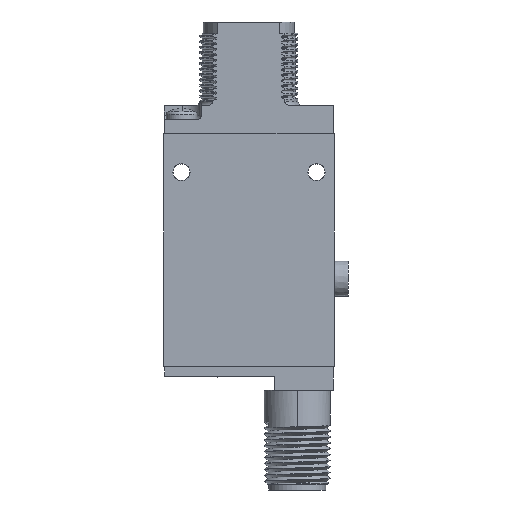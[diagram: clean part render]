
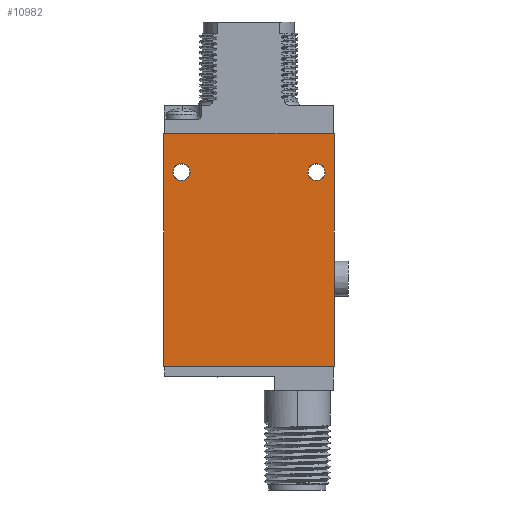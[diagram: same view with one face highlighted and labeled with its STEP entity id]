
A CAD part, left-side view. The second image highlights one B-rep face of the part: STEP entity #10982.
In plain terms, the highlighted planar face has unit normal (-1, 0, 0).
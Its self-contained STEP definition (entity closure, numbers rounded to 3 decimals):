
#1=DIRECTION('',(0.,-1.,0.));
#2=VECTOR('',#1,0.127);
#3=CARTESIAN_POINT('',(-6.02,-15.24,0.));
#4=LINE('',#3,#2);
#5=DIRECTION('',(0.,0.,-1.));
#6=VECTOR('',#5,42.164);
#7=CARTESIAN_POINT('',(-6.02,-15.367,0.));
#8=LINE('',#7,#6);
#9=DIRECTION('',(0.,1.,0.));
#10=VECTOR('',#9,30.785);
#11=CARTESIAN_POINT('',(-6.02,-15.367,-42.164));
#12=LINE('',#11,#10);
#13=DIRECTION('',(0.,0.,1.));
#14=VECTOR('',#13,42.164);
#15=CARTESIAN_POINT('',(-6.02,15.418,-42.164));
#16=LINE('',#15,#14);
#17=DIRECTION('',(0.,-1.,0.));
#18=VECTOR('',#17,0.076);
#19=CARTESIAN_POINT('',(-6.02,15.418,0.));
#20=LINE('',#19,#18);
#21=DIRECTION('',(0.,1.,0.));
#22=VECTOR('',#21,30.582);
#23=CARTESIAN_POINT('',(-6.02,-15.24,0.));
#24=LINE('',#23,#22);
#25=CARTESIAN_POINT('',(-6.02,12.243,-6.985));
#26=DIRECTION('',(1.,0.,0.));
#27=DIRECTION('',(0.,0.,-1.));
#28=AXIS2_PLACEMENT_3D('',#25,#26,#27);
#30=CARTESIAN_POINT('',(-6.02,12.243,-6.985));
#31=DIRECTION('',(1.,0.,0.));
#32=DIRECTION('',(0.,0.,1.));
#33=AXIS2_PLACEMENT_3D('',#30,#31,#32);
#35=CARTESIAN_POINT('',(-6.02,-12.192,-6.985));
#36=DIRECTION('',(1.,0.,0.));
#37=DIRECTION('',(0.,0.,-1.));
#38=AXIS2_PLACEMENT_3D('',#35,#36,#37);
#40=CARTESIAN_POINT('',(-6.02,-12.192,-6.985));
#41=DIRECTION('',(1.,0.,0.));
#42=DIRECTION('',(0.,0.,1.));
#43=AXIS2_PLACEMENT_3D('',#40,#41,#42);
#10092=CARTESIAN_POINT('',(-6.02,-15.367,0.));
#10093=CARTESIAN_POINT('',(-6.02,-15.367,-42.164));
#10094=VERTEX_POINT('',#10092);
#10095=VERTEX_POINT('',#10093);
#10096=CARTESIAN_POINT('',(-6.02,15.418,-42.164));
#10097=VERTEX_POINT('',#10096);
#10098=CARTESIAN_POINT('',(-6.02,15.418,0.));
#10099=VERTEX_POINT('',#10098);
#10108=CARTESIAN_POINT('',(-6.02,12.243,-8.535));
#10109=CARTESIAN_POINT('',(-6.02,12.243,-5.435));
#10110=VERTEX_POINT('',#10108);
#10111=VERTEX_POINT('',#10109);
#10112=CARTESIAN_POINT('',(-6.02,-12.192,-8.535));
#10113=CARTESIAN_POINT('',(-6.02,-12.192,-5.435));
#10114=VERTEX_POINT('',#10112);
#10115=VERTEX_POINT('',#10113);
#10569=CARTESIAN_POINT('',(-6.02,-15.24,0.));
#10570=CARTESIAN_POINT('',(-6.02,15.342,0.));
#10571=VERTEX_POINT('',#10569);
#10572=VERTEX_POINT('',#10570);
#10951=CARTESIAN_POINT('',(-6.02,-15.367,0.));
#10952=DIRECTION('',(1.,0.,0.));
#10953=DIRECTION('',(0.,0.,-1.));
#10954=AXIS2_PLACEMENT_3D('',#10951,#10952,#10953);
#10955=PLANE('',#10954);
#10957=ORIENTED_EDGE('',*,*,#10956,.T.);
#10959=ORIENTED_EDGE('',*,*,#10958,.T.);
#10961=ORIENTED_EDGE('',*,*,#10960,.T.);
#10963=ORIENTED_EDGE('',*,*,#10962,.T.);
#10965=ORIENTED_EDGE('',*,*,#10964,.T.);
#10967=ORIENTED_EDGE('',*,*,#10966,.F.);
#10968=EDGE_LOOP('',(#10957,#10959,#10961,#10963,#10965,#10967));
#10969=FACE_OUTER_BOUND('',#10968,.F.);
#10971=ORIENTED_EDGE('',*,*,#10970,.F.);
#10973=ORIENTED_EDGE('',*,*,#10972,.F.);
#10974=EDGE_LOOP('',(#10971,#10973));
#10975=FACE_BOUND('',#10974,.F.);
#10977=ORIENTED_EDGE('',*,*,#10976,.F.);
#10979=ORIENTED_EDGE('',*,*,#10978,.F.);
#10980=EDGE_LOOP('',(#10977,#10979));
#10981=FACE_BOUND('',#10980,.F.);
#10982=ADVANCED_FACE('',(#10969,#10975,#10981),#10955,.F.);
#29=CIRCLE('',#28,1.55);
#34=CIRCLE('',#33,1.55);
#39=CIRCLE('',#38,1.55);
#44=CIRCLE('',#43,1.55);
#10956=EDGE_CURVE('',#10571,#10094,#4,.T.);
#10958=EDGE_CURVE('',#10094,#10095,#8,.T.);
#10960=EDGE_CURVE('',#10095,#10097,#12,.T.);
#10962=EDGE_CURVE('',#10097,#10099,#16,.T.);
#10964=EDGE_CURVE('',#10099,#10572,#20,.T.);
#10966=EDGE_CURVE('',#10571,#10572,#24,.T.);
#10970=EDGE_CURVE('',#10110,#10111,#29,.T.);
#10972=EDGE_CURVE('',#10111,#10110,#34,.T.);
#10976=EDGE_CURVE('',#10114,#10115,#39,.T.);
#10978=EDGE_CURVE('',#10115,#10114,#44,.T.);
